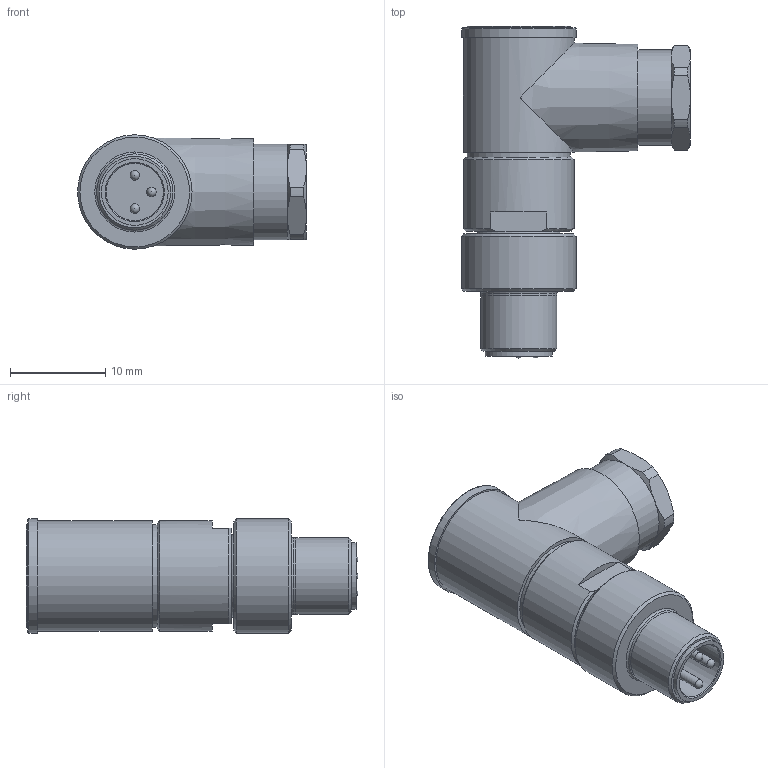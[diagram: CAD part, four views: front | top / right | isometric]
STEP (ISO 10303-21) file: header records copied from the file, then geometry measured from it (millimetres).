
FILE_DESCRIPTION(/* description */ (''),/* implementation_level */ '2;1');
FILE_NAME(/* name */ 'VK003076.stp',/* time_stamp */ '2016-10-12T08:39:16+02:00',/* author */ ('mitarbeiter'),/* organization */ (''),/* preprocessor_version */ 'ST-DEVELOPER v15.2',/* originating_system */ 'Autodesk Inventor 2014',/* authorisation */ '');
FILE_SCHEMA (('AUTOMOTIVE_DESIGN { 1 0 10303 214 3 1 1 }'));
Length unit declared in the file: millimetre
Products named in the file (1): VK003076
Bounding box: 24 x 34.8 x 12 mm (x, y, z)
Volume: 4133.3 mm3; surface area: 2311.6 mm2
Topology: 4 solids, 4 shells, 76 faces, 156 edges, 98 vertices
Faces by surface type: plane 28, cone 22, cylinder 21, sphere 3, torus 2
Full cylindrical faces by diameter (mm): 1 x3, 5 x1, 6 x1, 7 x1, 7.99 x1, 8 x1, 10 x1, 10.8 x2, 11.6 x2, 12 x2
Entity records: 1868 total; most frequent: CARTESIAN_POINT 432, DIRECTION 312, ORIENTED_EDGE 238, AXIS2_PLACEMENT_3D 146, EDGE_CURVE 119, EDGE_LOOP 114, VERTEX_POINT 89, FACE_OUTER_BOUND 76
